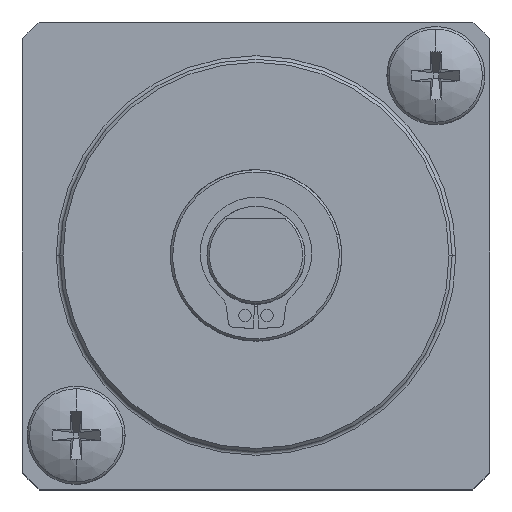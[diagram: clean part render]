
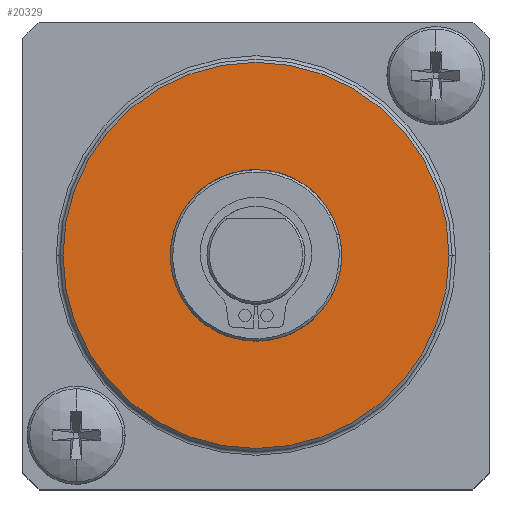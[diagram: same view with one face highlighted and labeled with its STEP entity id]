
A CAD part, top view. The second image highlights one B-rep face of the part: STEP entity #20329.
In plain terms, the highlighted face is planar.
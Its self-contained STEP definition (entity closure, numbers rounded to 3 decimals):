
#1449 = AXIS2_PLACEMENT_3D ( 'NONE', #24242, #12838, #1462 ) ;
#1462 = DIRECTION ( 'NONE',  ( 1., 0., 0. ) ) ;
#1709 = DIRECTION ( 'NONE',  ( 1., 0., 0. ) ) ;
#1843 = CARTESIAN_POINT ( 'NONE',  ( 0., 0., -6.25 ) ) ;
#2248 = CARTESIAN_POINT ( 'NONE',  ( 0., 0., -6.25 ) ) ;
#3106 = CARTESIAN_POINT ( 'NONE',  ( 7., 0., -6.25 ) ) ;
#3754 = DIRECTION ( 'NONE',  ( 1., 0., 0. ) ) ;
#4162 = DIRECTION ( 'NONE',  ( 1., 0., 0. ) ) ;
#4340 = AXIS2_PLACEMENT_3D ( 'NONE', #1843, #15145, #3754 ) ;
#4558 = CIRCLE ( 'NONE', #4340, 15.75 ) ;
#4855 = CARTESIAN_POINT ( 'NONE',  ( 0., 0., -6.25 ) ) ;
#5200 = VERTEX_POINT ( 'NONE', #3106 ) ;
#5408 = VERTEX_POINT ( 'NONE', #16355 ) ;
#6780 = DIRECTION ( 'NONE',  ( 1., 0., 0. ) ) ;
#7007 = VERTEX_POINT ( 'NONE', #14565 ) ;
#7093 = ORIENTED_EDGE ( 'NONE', *, *, #17698, .T. ) ;
#7352 = CARTESIAN_POINT ( 'NONE',  ( 0., 0., -6.25 ) ) ;
#7717 = AXIS2_PLACEMENT_3D ( 'NONE', #7352, #13107, #1709 ) ;
#9070 = VERTEX_POINT ( 'NONE', #23225 ) ;
#9090 = FACE_OUTER_BOUND ( 'NONE', #17778, .T. ) ;
#9741 = EDGE_CURVE ( 'NONE', #9070, #5408, #9922, .T. ) ;
#9922 = CIRCLE ( 'NONE', #10306, 15.75 ) ;
#10306 = AXIS2_PLACEMENT_3D ( 'NONE', #4855, #18213, #6780 ) ;
#11182 = PLANE ( 'NONE',  #7717 ) ;
#12838 = DIRECTION ( 'NONE',  ( 0., 0., 1. ) ) ;
#13107 = DIRECTION ( 'NONE',  ( 0., 0., 1. ) ) ;
#14056 = EDGE_CURVE ( 'NONE', #5408, #9070, #4558, .T. ) ;
#14565 = CARTESIAN_POINT ( 'NONE',  ( -7., 0., -6.25 ) ) ;
#15145 = DIRECTION ( 'NONE',  ( 0., 0., -1. ) ) ;
#15461 = EDGE_LOOP ( 'NONE', ( #19764, #7093 ) ) ;
#15554 = DIRECTION ( 'NONE',  ( 0., 0., 1. ) ) ;
#16355 = CARTESIAN_POINT ( 'NONE',  ( 15.75, 0., -6.25 ) ) ;
#17207 = ORIENTED_EDGE ( 'NONE', *, *, #9741, .T. ) ;
#17698 = EDGE_CURVE ( 'NONE', #7007, #5200, #22272, .T. ) ;
#17778 = EDGE_LOOP ( 'NONE', ( #24502, #17207 ) ) ;
#18213 = DIRECTION ( 'NONE',  ( 0., 0., -1. ) ) ;
#19201 = FACE_BOUND ( 'NONE', #15461, .T. ) ;
#19368 = EDGE_CURVE ( 'NONE', #5200, #7007, #21869, .T. ) ;
#19764 = ORIENTED_EDGE ( 'NONE', *, *, #19368, .T. ) ;
#20329 = ADVANCED_FACE ( 'NONE', ( #9090, #19201 ), #11182, .F. ) ;
#21869 = CIRCLE ( 'NONE', #22829, 7. ) ;
#22272 = CIRCLE ( 'NONE', #1449, 7. ) ;
#22829 = AXIS2_PLACEMENT_3D ( 'NONE', #2248, #15554, #4162 ) ;
#23225 = CARTESIAN_POINT ( 'NONE',  ( -15.75, 0., -6.25 ) ) ;
#24242 = CARTESIAN_POINT ( 'NONE',  ( 0., 0., -6.25 ) ) ;
#24502 = ORIENTED_EDGE ( 'NONE', *, *, #14056, .T. ) ;
